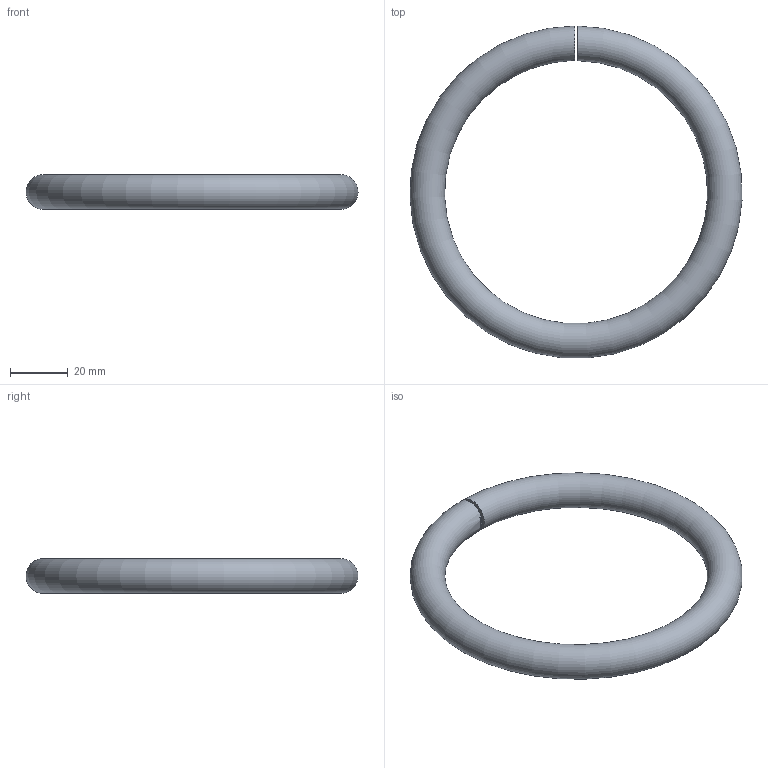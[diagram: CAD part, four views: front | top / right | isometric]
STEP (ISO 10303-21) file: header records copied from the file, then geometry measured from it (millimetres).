
FILE_DESCRIPTION (( 'STEP AP203' ), '1' );
FILE_NAME ('5630-115.step', '2020-05-18T06:55:23', ( '' ), ( '' ), 'SwSTEP 2.0', 'SolidWorks 2015', '' );
FILE_SCHEMA (( 'CONFIG_CONTROL_DESIGN' ));
Length unit declared in the file: millimetre
Products named in the file (1): 5630-115
Bounding box: 114.88 x 114.83 x 11.99 mm (x, y, z)
Volume: 36487.9 mm3; surface area: 12412.2 mm2
Topology: 1 solids, 1 shells, 207 faces, 564 edges, 376 vertices
Faces by surface type: plane 107, bspline 99, torus 1
Entity records: 11588 total; most frequent: CARTESIAN_POINT 6999, ORIENTED_EDGE 1124, DIRECTION 565, EDGE_CURVE 562, VERTEX_POINT 375, VECTOR 347, LINE 347, EDGE_LOOP 225
